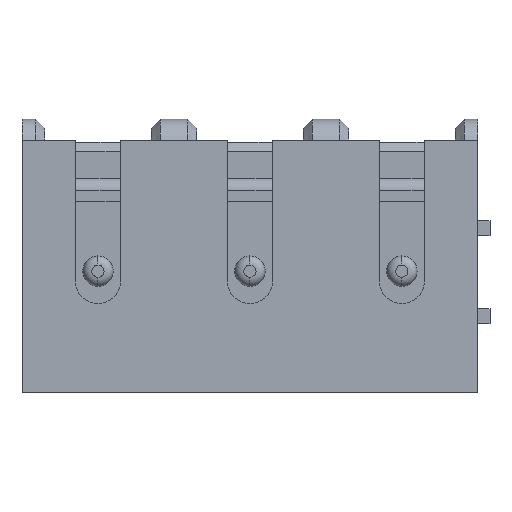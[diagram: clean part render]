
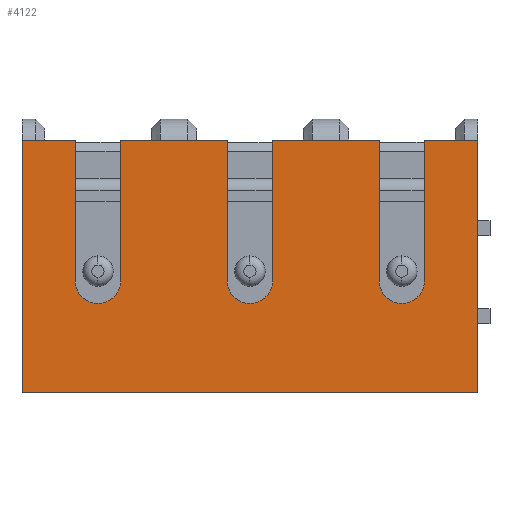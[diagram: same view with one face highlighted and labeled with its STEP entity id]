
A CAD part, front view. The second image highlights one B-rep face of the part: STEP entity #4122.
In plain terms, the highlighted planar face has unit normal (0, -1, 0).
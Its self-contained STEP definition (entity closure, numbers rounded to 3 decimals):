
#88 = VECTOR ( 'NONE', #272, 1000. ) ;
#272 = DIRECTION ( 'NONE',  ( -1., 0., 0. ) ) ;
#363 = VECTOR ( 'NONE', #2865, 1000. ) ;
#465 = CARTESIAN_POINT ( 'NONE',  ( -0.75, -5.7, 8.3 ) ) ;
#521 = EDGE_CURVE ( 'NONE', #572, #8046, #6831, .T. ) ;
#572 = VERTEX_POINT ( 'NONE', #5664 ) ;
#591 = DIRECTION ( 'NONE',  ( 0., 0., -1. ) ) ;
#817 = ORIENTED_EDGE ( 'NONE', *, *, #7164, .T. ) ;
#900 = CARTESIAN_POINT ( 'NONE',  ( 5.75, -5.7, 3.69 ) ) ;
#1267 = LINE ( 'NONE', #3267, #7503 ) ;
#1447 = CARTESIAN_POINT ( 'NONE',  ( 17.5, -5.7, 8.3 ) ) ;
#1498 = EDGE_CURVE ( 'NONE', #9098, #572, #12808, .T. ) ;
#1553 = ORIENTED_EDGE ( 'NONE', *, *, #15024, .F. ) ;
#1575 = CARTESIAN_POINT ( 'NONE',  ( 0., -5.7, 3.69 ) ) ;
#1639 = VERTEX_POINT ( 'NONE', #5246 ) ;
#1857 = DIRECTION ( 'NONE',  ( 0., -1., 0. ) ) ;
#2064 = DIRECTION ( 'NONE',  ( 0., 0., 1. ) ) ;
#2250 = CARTESIAN_POINT ( 'NONE',  ( -5.75, -5.7, 8.3 ) ) ;
#2282 = ORIENTED_EDGE ( 'NONE', *, *, #13342, .F. ) ;
#2446 = DIRECTION ( 'NONE',  ( 1., 0., 0. ) ) ;
#2553 = CARTESIAN_POINT ( 'NONE',  ( -0.75, -5.7, 8.3 ) ) ;
#2845 = CARTESIAN_POINT ( 'NONE',  ( -7.5, -5.7, 0. ) ) ;
#2865 = DIRECTION ( 'NONE',  ( 0., 0., -1. ) ) ;
#2933 = EDGE_CURVE ( 'NONE', #6627, #14289, #4405, .T. ) ;
#3035 = EDGE_CURVE ( 'NONE', #4323, #4505, #1267, .T. ) ;
#3107 = CARTESIAN_POINT ( 'NONE',  ( 7.5, -5.7, 9. ) ) ;
#3210 = EDGE_CURVE ( 'NONE', #1639, #9779, #12561, .T. ) ;
#3267 = CARTESIAN_POINT ( 'NONE',  ( 5.75, -5.7, 8.3 ) ) ;
#3332 = EDGE_CURVE ( 'NONE', #8012, #4505, #8429, .T. ) ;
#3616 = ORIENTED_EDGE ( 'NONE', *, *, #521, .T. ) ;
#3671 = LINE ( 'NONE', #465, #363 ) ;
#3949 = EDGE_CURVE ( 'NONE', #8046, #7671, #12495, .T. ) ;
#3973 = PLANE ( 'NONE',  #13502 ) ;
#4122 = ADVANCED_FACE ( 'NONE', ( #7022 ), #3973, .F. ) ;
#4149 = EDGE_CURVE ( 'NONE', #9098, #1639, #6054, .T. ) ;
#4323 = VERTEX_POINT ( 'NONE', #900 ) ;
#4405 = LINE ( 'NONE', #12857, #13751 ) ;
#4505 = VERTEX_POINT ( 'NONE', #16009 ) ;
#4570 = CARTESIAN_POINT ( 'NONE',  ( 4.25, -5.7, 8.3 ) ) ;
#4703 = VECTOR ( 'NONE', #591, 1000. ) ;
#4891 = CARTESIAN_POINT ( 'NONE',  ( 17.5, -5.7, 8.3 ) ) ;
#5038 = ORIENTED_EDGE ( 'NONE', *, *, #3332, .T. ) ;
#5187 = DIRECTION ( 'NONE',  ( 0., 0., -1. ) ) ;
#5246 = CARTESIAN_POINT ( 'NONE',  ( -5.75, -5.7, 3.69 ) ) ;
#5249 = DIRECTION ( 'NONE',  ( 1., 0., 0. ) ) ;
#5604 = AXIS2_PLACEMENT_3D ( 'NONE', #9348, #1857, #5639 ) ;
#5639 = DIRECTION ( 'NONE',  ( 1., 0., 0. ) ) ;
#5660 = CARTESIAN_POINT ( 'NONE',  ( -5.75, -5.7, 8.3 ) ) ;
#5664 = CARTESIAN_POINT ( 'NONE',  ( -7.5, -5.7, 8.3 ) ) ;
#5672 = VERTEX_POINT ( 'NONE', #2553 ) ;
#5833 = VERTEX_POINT ( 'NONE', #8954 ) ;
#5869 = ORIENTED_EDGE ( 'NONE', *, *, #3949, .T. ) ;
#6054 = LINE ( 'NONE', #5660, #4703 ) ;
#6146 = EDGE_LOOP ( 'NONE', ( #1553, #8495, #7222, #2282, #12778, #14648, #9841, #3616, #5869, #14555, #5038, #11854, #10463, #13818, #817, #10184 ) ) ;
#6195 = VECTOR ( 'NONE', #7565, 1000. ) ;
#6477 = DIRECTION ( 'NONE',  ( -1., 0., 0. ) ) ;
#6627 = VERTEX_POINT ( 'NONE', #4570 ) ;
#6637 = CARTESIAN_POINT ( 'NONE',  ( 7.5, -5.7, 9. ) ) ;
#6651 = CARTESIAN_POINT ( 'NONE',  ( 7.5, -5.7, 8.3 ) ) ;
#6831 = LINE ( 'NONE', #10315, #10324 ) ;
#6906 = CARTESIAN_POINT ( 'NONE',  ( 0.75, -5.7, 8.3 ) ) ;
#7022 = FACE_OUTER_BOUND ( 'NONE', #6146, .T. ) ;
#7129 = LINE ( 'NONE', #3107, #13389 ) ;
#7164 = EDGE_CURVE ( 'NONE', #6627, #11837, #15620, .T. ) ;
#7222 = ORIENTED_EDGE ( 'NONE', *, *, #10696, .T. ) ;
#7503 = VECTOR ( 'NONE', #2064, 1000. ) ;
#7517 = DIRECTION ( 'NONE',  ( 0., 0., 1. ) ) ;
#7565 = DIRECTION ( 'NONE',  ( -1., 0., 0. ) ) ;
#7651 = VECTOR ( 'NONE', #9122, 1000. ) ;
#7671 = VERTEX_POINT ( 'NONE', #14462 ) ;
#7892 = CARTESIAN_POINT ( 'NONE',  ( -4.25, -5.7, 8.3 ) ) ;
#8012 = VERTEX_POINT ( 'NONE', #6651 ) ;
#8046 = VERTEX_POINT ( 'NONE', #2845 ) ;
#8183 = DIRECTION ( 'NONE',  ( -1., 0., 0. ) ) ;
#8296 = AXIS2_PLACEMENT_3D ( 'NONE', #1575, #15106, #5249 ) ;
#8429 = LINE ( 'NONE', #1447, #88 ) ;
#8495 = ORIENTED_EDGE ( 'NONE', *, *, #14505, .F. ) ;
#8591 = CARTESIAN_POINT ( 'NONE',  ( 0.75, -5.7, 3.69 ) ) ;
#8771 = VECTOR ( 'NONE', #8183, 1000. ) ;
#8864 = CARTESIAN_POINT ( 'NONE',  ( 0.75, -5.7, 8.3 ) ) ;
#8954 = CARTESIAN_POINT ( 'NONE',  ( -0.75, -5.7, 3.69 ) ) ;
#9044 = VECTOR ( 'NONE', #13811, 1000. ) ;
#9098 = VERTEX_POINT ( 'NONE', #2250 ) ;
#9122 = DIRECTION ( 'NONE',  ( 0., 0., 1. ) ) ;
#9179 = CARTESIAN_POINT ( 'NONE',  ( -4.25, -5.7, 8.3 ) ) ;
#9348 = CARTESIAN_POINT ( 'NONE',  ( 5., -5.7, 3.69 ) ) ;
#9484 = VERTEX_POINT ( 'NONE', #8591 ) ;
#9779 = VERTEX_POINT ( 'NONE', #10432 ) ;
#9841 = ORIENTED_EDGE ( 'NONE', *, *, #1498, .T. ) ;
#9864 = EDGE_CURVE ( 'NONE', #8012, #7671, #7129, .T. ) ;
#9890 = CARTESIAN_POINT ( 'NONE',  ( 17.5, -5.7, 8.3 ) ) ;
#10184 = ORIENTED_EDGE ( 'NONE', *, *, #13042, .F. ) ;
#10315 = CARTESIAN_POINT ( 'NONE',  ( -7.5, -5.7, 9. ) ) ;
#10324 = VECTOR ( 'NONE', #5187, 1000. ) ;
#10328 = VECTOR ( 'NONE', #12523, 1000. ) ;
#10432 = CARTESIAN_POINT ( 'NONE',  ( -4.25, -5.7, 3.69 ) ) ;
#10463 = ORIENTED_EDGE ( 'NONE', *, *, #14698, .F. ) ;
#10696 = EDGE_CURVE ( 'NONE', #5672, #13310, #12378, .T. ) ;
#11133 = CARTESIAN_POINT ( 'NONE',  ( 7.5, -5.7, 0. ) ) ;
#11411 = CIRCLE ( 'NONE', #5604, 0.75 ) ;
#11837 = VERTEX_POINT ( 'NONE', #6906 ) ;
#11847 = DIRECTION ( 'NONE',  ( 0., 0., -1. ) ) ;
#11854 = ORIENTED_EDGE ( 'NONE', *, *, #3035, .F. ) ;
#12163 = CARTESIAN_POINT ( 'NONE',  ( 17.5, -5.7, 8.3 ) ) ;
#12339 = VECTOR ( 'NONE', #7517, 1000. ) ;
#12378 = LINE ( 'NONE', #4891, #9044 ) ;
#12495 = LINE ( 'NONE', #11133, #10328 ) ;
#12523 = DIRECTION ( 'NONE',  ( 1., 0., 0. ) ) ;
#12531 = LINE ( 'NONE', #9179, #7651 ) ;
#12561 = CIRCLE ( 'NONE', #13404, 0.75 ) ;
#12763 = CIRCLE ( 'NONE', #8296, 0.75 ) ;
#12778 = ORIENTED_EDGE ( 'NONE', *, *, #3210, .F. ) ;
#12808 = LINE ( 'NONE', #9890, #6195 ) ;
#12857 = CARTESIAN_POINT ( 'NONE',  ( 4.25, -5.7, 8.3 ) ) ;
#13042 = EDGE_CURVE ( 'NONE', #9484, #11837, #16072, .T. ) ;
#13310 = VERTEX_POINT ( 'NONE', #7892 ) ;
#13342 = EDGE_CURVE ( 'NONE', #9779, #13310, #12531, .T. ) ;
#13389 = VECTOR ( 'NONE', #11847, 1000. ) ;
#13404 = AXIS2_PLACEMENT_3D ( 'NONE', #16148, #13894, #2446 ) ;
#13502 = AXIS2_PLACEMENT_3D ( 'NONE', #6637, #15363, #6477 ) ;
#13751 = VECTOR ( 'NONE', #15432, 1000. ) ;
#13811 = DIRECTION ( 'NONE',  ( -1., 0., 0. ) ) ;
#13818 = ORIENTED_EDGE ( 'NONE', *, *, #2933, .F. ) ;
#13894 = DIRECTION ( 'NONE',  ( 0., -1., 0. ) ) ;
#14289 = VERTEX_POINT ( 'NONE', #14960 ) ;
#14462 = CARTESIAN_POINT ( 'NONE',  ( 7.5, -5.7, 0. ) ) ;
#14505 = EDGE_CURVE ( 'NONE', #5672, #5833, #3671, .T. ) ;
#14555 = ORIENTED_EDGE ( 'NONE', *, *, #9864, .F. ) ;
#14648 = ORIENTED_EDGE ( 'NONE', *, *, #4149, .F. ) ;
#14698 = EDGE_CURVE ( 'NONE', #14289, #4323, #11411, .T. ) ;
#14960 = CARTESIAN_POINT ( 'NONE',  ( 4.25, -5.7, 3.69 ) ) ;
#15024 = EDGE_CURVE ( 'NONE', #5833, #9484, #12763, .T. ) ;
#15106 = DIRECTION ( 'NONE',  ( 0., -1., 0. ) ) ;
#15363 = DIRECTION ( 'NONE',  ( 0., 1., 0. ) ) ;
#15432 = DIRECTION ( 'NONE',  ( 0., 0., -1. ) ) ;
#15620 = LINE ( 'NONE', #12163, #8771 ) ;
#16009 = CARTESIAN_POINT ( 'NONE',  ( 5.75, -5.7, 8.3 ) ) ;
#16072 = LINE ( 'NONE', #8864, #12339 ) ;
#16148 = CARTESIAN_POINT ( 'NONE',  ( -5., -5.7, 3.69 ) ) ;
